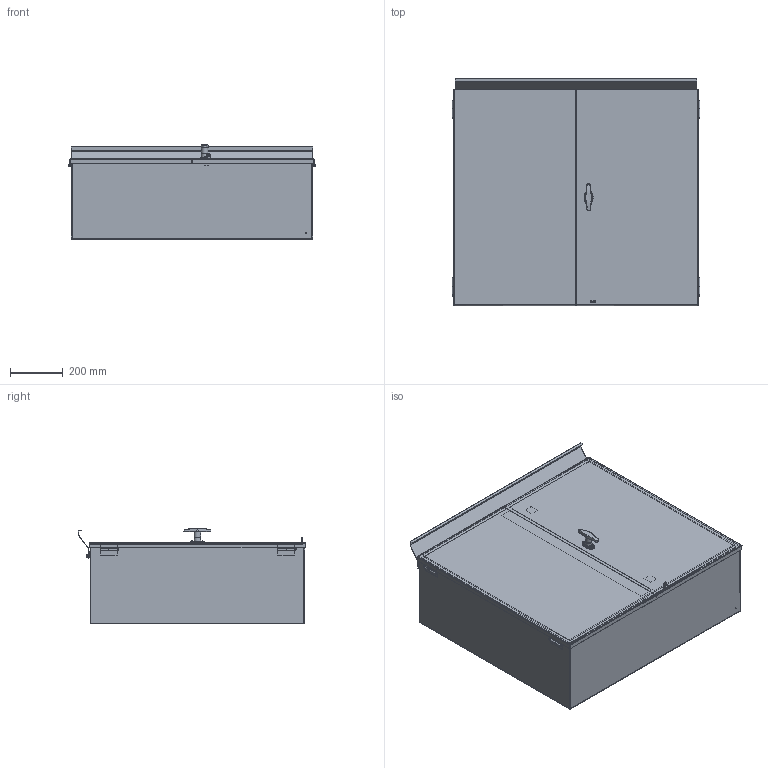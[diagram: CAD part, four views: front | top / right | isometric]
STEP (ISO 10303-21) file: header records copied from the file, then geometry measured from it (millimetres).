
FILE_DESCRIPTION(/* description */ ('CTDD, NEMA 3R, WAL MOUNT, BTB, 32X36X12'),/* implementation_level */ '2;1');
FILE_NAME(/* name */ 'CTDD363212.stp',/* time_stamp */ '2015-01-29T15:50:38-07:00',/* author */ ('samuelbadillo'),/* organization */ (''),/* preprocessor_version */ 'ST-DEVELOPER v15.2',/* originating_system */ 'Autodesk Inventor 2014',/* authorisation */ '');
FILE_SCHEMA (('AUTOMOTIVE_DESIGN { 1 0 10303 214 3 1 1 }'));
Length unit declared in the file: inch
Products named in the file (35): CTDD363212BTB; CTDD3212LRS; 38822; HC2527; HFW328178; CTDD3632RDR; CTDD3632LDR; CTDD32RABBIT; 3504; 34929; 30221; 30030; 3125; HFW328177TP; HFW328177AX1; HFW328177; HC2526TP; HC2526TL; HC2526; CTDD3632RDRGSK; CTDD3632LDRGSK; CTDD36DKGSK; CTDD36DK; 37237; 3907; 3905; 34932; 31815; 3245HANDLE; 3245BASE; 3245RETAINER; 3245SHAFT; 3245PIN; 3245; CTDD363212
Bounding box: 939.79 x 863.47 x 361.56 mm (x, y, z)
Volume: 7080035.2 mm3; surface area: 5995373.5 mm2
Topology: 61 solids, 61 shells, 1024 faces, 2278 edges, 1402 vertices
Faces by surface type: plane 590, cylinder 212, cone 134, bspline 59, torus 25, sphere 4
Full cylindrical faces by diameter (mm): 2.381 x4, 3.175 x1, 3.556 x1, 4.064 x2, 4.674 x4, 4.978 x6, 5.969 x4, 6.35 x8, 6.604 x4, 6.985 x4, 7.137 x2, 7.144 x14, 7.366 x4, 9.128 x2, 9.525 x13, 11.049 x2, 11.125 x6, 11.735 x8, 15.24 x4, 15.875 x5, 16.272 x1, 16.51 x4, 22.225 x1, 23.812 x1, 24.765 x1
Entity records: 20251 total; most frequent: CARTESIAN_POINT 5427, DIRECTION 2960, ORIENTED_EDGE 2716, EDGE_CURVE 1358, AXIS2_PLACEMENT_3D 1094, VERTEX_POINT 884, EDGE_LOOP 792, LINE 772
